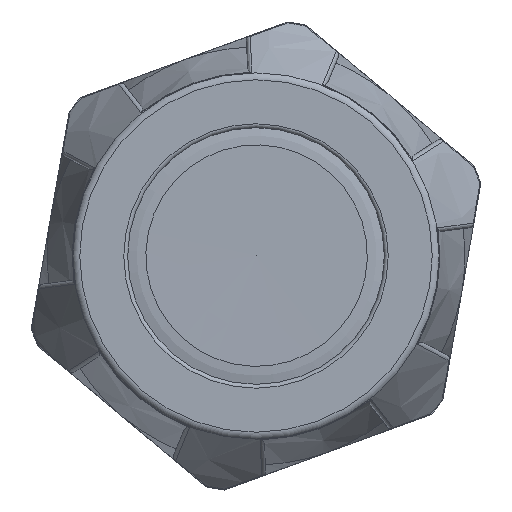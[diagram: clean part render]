
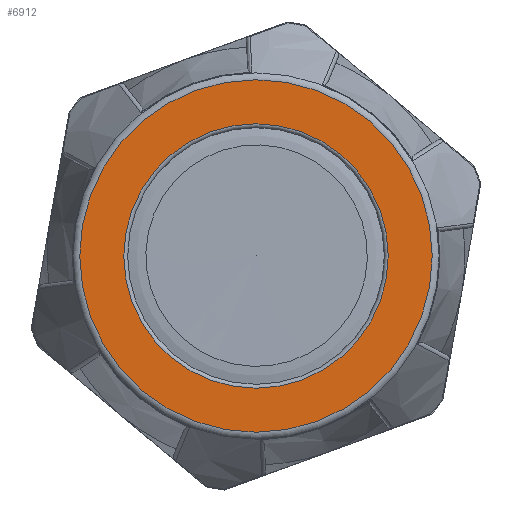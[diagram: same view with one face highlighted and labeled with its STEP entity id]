
A CAD part, left-side view. The second image highlights one B-rep face of the part: STEP entity #6912.
In plain terms, the highlighted planar face has unit normal (-1, 0, 0).
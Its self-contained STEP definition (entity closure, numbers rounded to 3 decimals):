
#331=FACE_BOUND('',#2177,.T.);
#1357=PLANE('',#7785);
#1744=FACE_OUTER_BOUND('',#2176,.T.);
#2176=EDGE_LOOP('',(#6464));
#2177=EDGE_LOOP('',(#6465));
#2622=CIRCLE('',#7784,16.775);
#2623=CIRCLE('',#7786,22.357);
#3464=VERTEX_POINT('',#17511);
#3465=VERTEX_POINT('',#17514);
#4468=EDGE_CURVE('',#3464,#3464,#2622,.T.);
#4469=EDGE_CURVE('',#3465,#3465,#2623,.T.);
#6464=ORIENTED_EDGE('',*,*,#4469,.F.);
#6465=ORIENTED_EDGE('',*,*,#4468,.T.);
#6912=ADVANCED_FACE('',(#1744,#331),#1357,.T.);
#7784=AXIS2_PLACEMENT_3D('',#17512,#9739,#9740);
#7785=AXIS2_PLACEMENT_3D('',#17513,#9741,#9742);
#7786=AXIS2_PLACEMENT_3D('',#17515,#9743,#9744);
#9739=DIRECTION('center_axis',(1.,0.,0.));
#9740=DIRECTION('ref_axis',(0.,0.,-1.));
#9741=DIRECTION('center_axis',(-1.,0.,0.));
#9742=DIRECTION('ref_axis',(0.,0.,1.));
#9743=DIRECTION('center_axis',(1.,0.,0.));
#9744=DIRECTION('ref_axis',(0.,0.,-1.));
#17511=CARTESIAN_POINT('',(-37.61,16.775,0.));
#17512=CARTESIAN_POINT('Origin',(-37.61,0.,0.));
#17513=CARTESIAN_POINT('Origin',(-37.61,22.357,0.));
#17514=CARTESIAN_POINT('',(-37.61,22.357,0.));
#17515=CARTESIAN_POINT('Origin',(-37.61,0.,0.));
